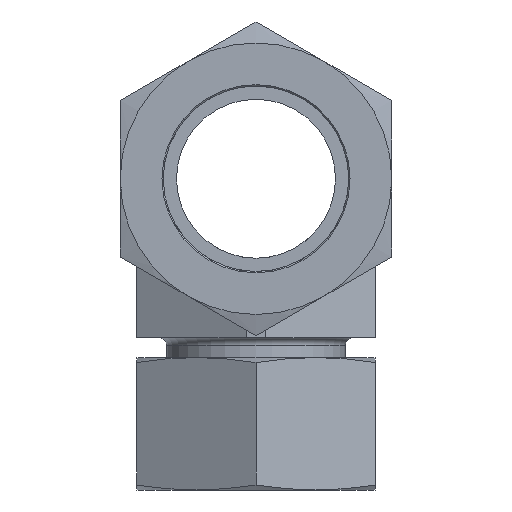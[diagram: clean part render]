
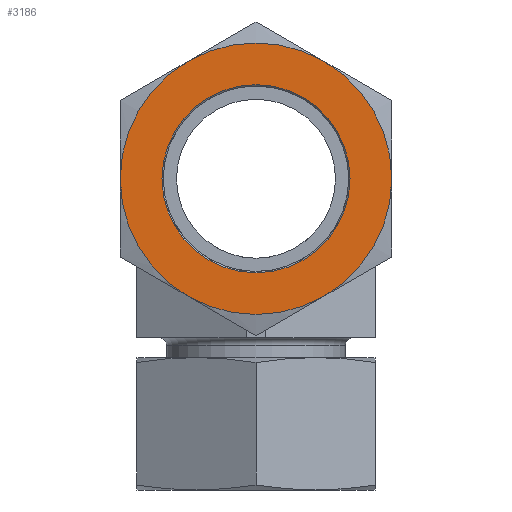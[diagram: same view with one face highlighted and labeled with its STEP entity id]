
A CAD part, front view. The second image highlights one B-rep face of the part: STEP entity #3186.
In plain terms, the highlighted face is planar.
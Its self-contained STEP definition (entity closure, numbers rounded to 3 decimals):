
#3090=CARTESIAN_POINT('',(14.2,0.,21.0));
#3091=VERTEX_POINT('',#3090);
#3092=CARTESIAN_POINT('',(0.0,0.0,21.0));
#3093=DIRECTION('',(0.0,0.0,1.0));
#3094=DIRECTION('',(-1.0,0.0,0.0));
#3095=AXIS2_PLACEMENT_3D('',#3092,#3093,#3094);
#3096=CIRCLE('',#3095,14.2);
#3097=EDGE_CURVE('',#3091,#3091,#3096,.T.);
#3122=CARTESIAN_POINT('',(0.,0.0,21.0));
#3123=DIRECTION('',(0.0,0.0,1.0));
#3124=DIRECTION('',(1.0,0.0,0.0));
#3125=AXIS2_PLACEMENT_3D('',#3122,#3123,#3124);
#3126=PLANE('',#3125);
#3127=CARTESIAN_POINT('',(-10.25,-17.754,21.0));
#3128=VERTEX_POINT('',#3127);
#3129=CARTESIAN_POINT('',(10.25,-17.754,21.0));
#3130=VERTEX_POINT('',#3129);
#3131=CARTESIAN_POINT('',(0.0,0.0,21.0));
#3132=DIRECTION('',(0.0,0.0,1.0));
#3133=DIRECTION('',(-0.5,-0.866,0.0));
#3134=AXIS2_PLACEMENT_3D('',#3131,#3132,#3133);
#3135=CIRCLE('',#3134,20.5);
#3136=EDGE_CURVE('',#3128,#3130,#3135,.T.);
#3137=ORIENTED_EDGE('',*,*,#3136,.T.);
#3138=CARTESIAN_POINT('',(20.5,0.,21.0));
#3139=VERTEX_POINT('',#3138);
#3140=CARTESIAN_POINT('',(0.0,0.0,21.0));
#3141=DIRECTION('',(0.0,0.0,1.0));
#3142=DIRECTION('',(-0.5,-0.866,0.0));
#3143=AXIS2_PLACEMENT_3D('',#3140,#3141,#3142);
#3144=CIRCLE('',#3143,20.5);
#3145=EDGE_CURVE('',#3130,#3139,#3144,.T.);
#3146=ORIENTED_EDGE('',*,*,#3145,.T.);
#3147=CARTESIAN_POINT('',(10.25,17.754,21.0));
#3148=VERTEX_POINT('',#3147);
#3149=CARTESIAN_POINT('',(0.0,0.0,21.0));
#3150=DIRECTION('',(0.0,0.0,1.0));
#3151=DIRECTION('',(-0.5,-0.866,0.0));
#3152=AXIS2_PLACEMENT_3D('',#3149,#3150,#3151);
#3153=CIRCLE('',#3152,20.5);
#3154=EDGE_CURVE('',#3139,#3148,#3153,.T.);
#3155=ORIENTED_EDGE('',*,*,#3154,.T.);
#3156=CARTESIAN_POINT('',(-10.25,17.754,21.0));
#3157=VERTEX_POINT('',#3156);
#3158=CARTESIAN_POINT('',(0.0,0.0,21.0));
#3159=DIRECTION('',(0.0,0.0,1.0));
#3160=DIRECTION('',(-0.5,-0.866,0.0));
#3161=AXIS2_PLACEMENT_3D('',#3158,#3159,#3160);
#3162=CIRCLE('',#3161,20.5);
#3163=EDGE_CURVE('',#3148,#3157,#3162,.T.);
#3164=ORIENTED_EDGE('',*,*,#3163,.T.);
#3165=CARTESIAN_POINT('',(-20.5,0.0,21.0));
#3166=VERTEX_POINT('',#3165);
#3167=CARTESIAN_POINT('',(0.0,0.0,21.0));
#3168=DIRECTION('',(0.0,0.0,1.0));
#3169=DIRECTION('',(-0.5,-0.866,0.0));
#3170=AXIS2_PLACEMENT_3D('',#3167,#3168,#3169);
#3171=CIRCLE('',#3170,20.5);
#3172=EDGE_CURVE('',#3157,#3166,#3171,.T.);
#3173=ORIENTED_EDGE('',*,*,#3172,.T.);
#3174=CARTESIAN_POINT('',(0.0,0.0,21.0));
#3175=DIRECTION('',(0.0,0.0,1.0));
#3176=DIRECTION('',(-0.5,-0.866,0.0));
#3177=AXIS2_PLACEMENT_3D('',#3174,#3175,#3176);
#3178=CIRCLE('',#3177,20.5);
#3179=EDGE_CURVE('',#3166,#3128,#3178,.T.);
#3180=ORIENTED_EDGE('',*,*,#3179,.T.);
#3181=EDGE_LOOP('',(#3137,#3146,#3155,#3164,#3173,#3180));
#3182=FACE_OUTER_BOUND('',#3181,.T.);
#3183=ORIENTED_EDGE('',*,*,#3097,.F.);
#3184=EDGE_LOOP('',(#3183));
#3185=FACE_BOUND('',#3184,.T.);
#3186=ADVANCED_FACE('',(#3182,#3185),#3126,.T.);
